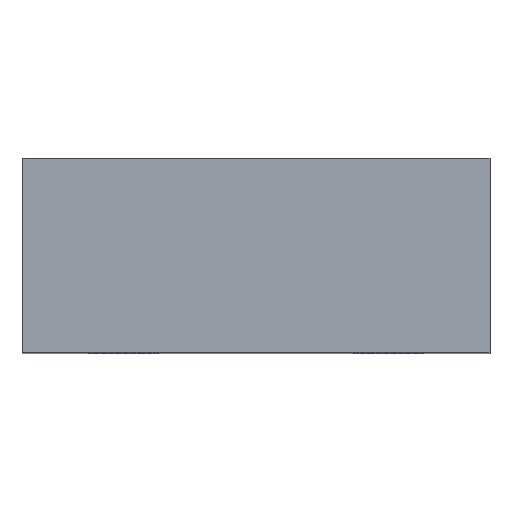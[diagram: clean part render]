
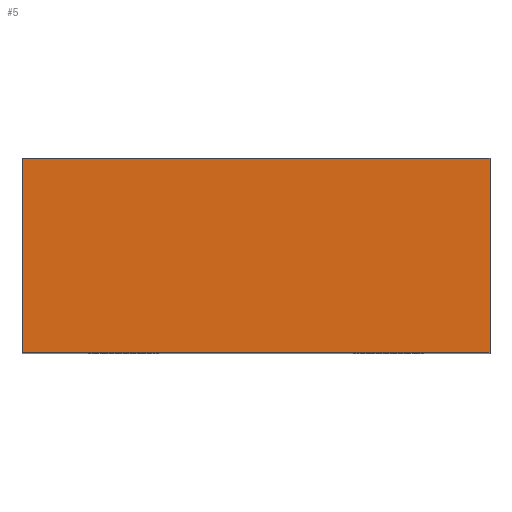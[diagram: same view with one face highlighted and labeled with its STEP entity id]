
A CAD part, top view. The second image highlights one B-rep face of the part: STEP entity #5.
In plain terms, the highlighted planar face has unit normal (0, 0, 1).
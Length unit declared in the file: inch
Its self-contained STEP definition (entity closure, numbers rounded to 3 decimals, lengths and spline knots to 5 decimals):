
#5 = ADVANCED_FACE ( 'NONE', ( #542 ), #212, .F. ) ;
#31 = CARTESIAN_POINT ( 'NONE',  ( 0., 0.6225, 0. ) ) ;
#71 = CARTESIAN_POINT ( 'NONE',  ( 1.5, 0., 0. ) ) ;
#74 = CARTESIAN_POINT ( 'NONE',  ( 0., 0.6225, 0. ) ) ;
#88 = DIRECTION ( 'NONE',  ( 0., -1., 0. ) ) ;
#108 = CARTESIAN_POINT ( 'NONE',  ( 0., 0., 0. ) ) ;
#109 = CARTESIAN_POINT ( 'NONE',  ( 0., 0.6225, 0. ) ) ;
#139 = CARTESIAN_POINT ( 'NONE',  ( 0., 0.6225, 0. ) ) ;
#140 = DIRECTION ( 'NONE',  ( 1., 0., 0. ) ) ;
#182 = DIRECTION ( 'NONE',  ( 0., -1., 0. ) ) ;
#212 = PLANE ( 'NONE',  #387 ) ;
#225 = DIRECTION ( 'NONE',  ( -1., 0., 0. ) ) ;
#226 = DIRECTION ( 'NONE',  ( 0., 0., -1. ) ) ;
#232 = CARTESIAN_POINT ( 'NONE',  ( 1.5, 0.6225, 0. ) ) ;
#237 = CARTESIAN_POINT ( 'NONE',  ( 1.5, 0.6225, 0. ) ) ;
#269 = DIRECTION ( 'NONE',  ( 1., 0., 0. ) ) ;
#270 = CARTESIAN_POINT ( 'NONE',  ( 0., 0., 0. ) ) ;
#293 = VERTEX_POINT ( 'NONE', #74 ) ;
#298 = VERTEX_POINT ( 'NONE', #71 ) ;
#313 = VERTEX_POINT ( 'NONE', #108 ) ;
#318 = VERTEX_POINT ( 'NONE', #232 ) ;
#387 = AXIS2_PLACEMENT_3D ( 'NONE', #109, #226, #225 ) ;
#404 = EDGE_CURVE ( 'NONE', #318, #298, #486, .T. ) ;
#405 = EDGE_CURVE ( 'NONE', #293, #318, #501, .T. ) ;
#409 = EDGE_CURVE ( 'NONE', #293, #313, #478, .T. ) ;
#441 = EDGE_CURVE ( 'NONE', #313, #298, #709, .T. ) ;
#478 = LINE ( 'NONE', #31, #500 ) ;
#484 = VECTOR ( 'NONE', #140, 39.37008 ) ;
#486 = LINE ( 'NONE', #237, #502 ) ;
#500 = VECTOR ( 'NONE', #88, 39.37008 ) ;
#501 = LINE ( 'NONE', #139, #484 ) ;
#502 = VECTOR ( 'NONE', #182, 39.37008 ) ;
#542 = FACE_OUTER_BOUND ( 'NONE', #563, .T. ) ;
#563 = EDGE_LOOP ( 'NONE', ( #666, #742, #651, #663 ) ) ;
#651 = ORIENTED_EDGE ( 'NONE', *, *, #405, .F. ) ;
#663 = ORIENTED_EDGE ( 'NONE', *, *, #409, .T. ) ;
#666 = ORIENTED_EDGE ( 'NONE', *, *, #441, .T. ) ;
#708 = VECTOR ( 'NONE', #269, 39.37008 ) ;
#709 = LINE ( 'NONE', #270, #708 ) ;
#742 = ORIENTED_EDGE ( 'NONE', *, *, #404, .F. ) ;
